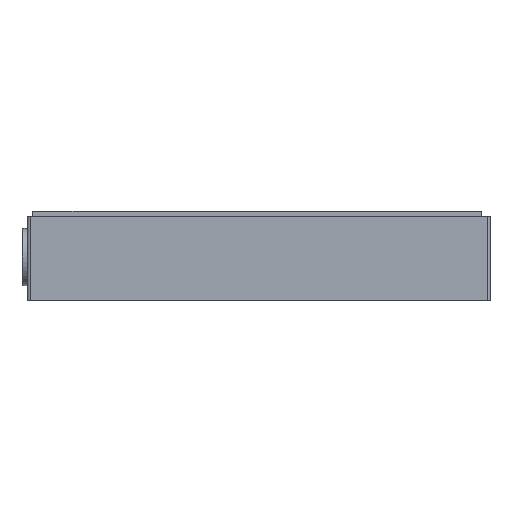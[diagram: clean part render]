
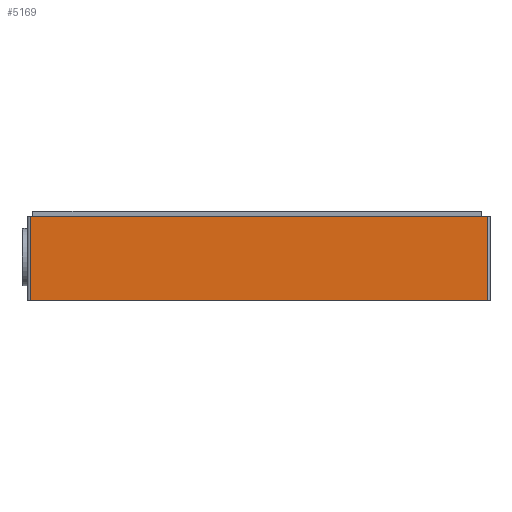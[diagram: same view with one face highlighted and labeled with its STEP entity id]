
A CAD part, front view. The second image highlights one B-rep face of the part: STEP entity #5169.
In plain terms, the highlighted planar face has unit normal (0, -1, 0).
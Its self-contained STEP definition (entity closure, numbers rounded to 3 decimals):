
#181 = VERTEX_POINT ( 'NONE', #4068 ) ;
#571 = LINE ( 'NONE', #4230, #7357 ) ;
#1287 = DIRECTION ( 'NONE',  ( -1., 0., 0. ) ) ;
#1704 = VECTOR ( 'NONE', #9193, 1000. ) ;
#2316 = VERTEX_POINT ( 'NONE', #11722 ) ;
#2870 = PLANE ( 'NONE',  #10202 ) ;
#3278 = DIRECTION ( 'NONE',  ( 1., 0., 0. ) ) ;
#3726 = VECTOR ( 'NONE', #3278, 1000. ) ;
#3767 = CARTESIAN_POINT ( 'NONE',  ( -41.5, -39.2, 1.4 ) ) ;
#3955 = VECTOR ( 'NONE', #10223, 1000. ) ;
#4068 = CARTESIAN_POINT ( 'NONE',  ( 42.2, -39.2, 1.4 ) ) ;
#4230 = CARTESIAN_POINT ( 'NONE',  ( -42., -39.2, -14. ) ) ;
#5026 = ORIENTED_EDGE ( 'NONE', *, *, #7508, .T. ) ;
#5079 = CARTESIAN_POINT ( 'NONE',  ( -42., -39.2, 1.4 ) ) ;
#5120 = VERTEX_POINT ( 'NONE', #3767 ) ;
#5154 = EDGE_LOOP ( 'NONE', ( #6853, #5026, #10344, #7788 ) ) ;
#5169 = ADVANCED_FACE ( 'NONE', ( #11072 ), #2870, .T. ) ;
#5348 = CARTESIAN_POINT ( 'NONE',  ( -41.5, -39.2, -12. ) ) ;
#5556 = EDGE_CURVE ( 'NONE', #2316, #11115, #571, .T. ) ;
#6483 = LINE ( 'NONE', #5348, #1704 ) ;
#6520 = CARTESIAN_POINT ( 'NONE',  ( -42., -39.2, -12. ) ) ;
#6640 = DIRECTION ( 'NONE',  ( 0., -1., 0. ) ) ;
#6853 = ORIENTED_EDGE ( 'NONE', *, *, #9285, .F. ) ;
#7357 = VECTOR ( 'NONE', #1287, 1000. ) ;
#7508 = EDGE_CURVE ( 'NONE', #5120, #11115, #6483, .T. ) ;
#7788 = ORIENTED_EDGE ( 'NONE', *, *, #10604, .T. ) ;
#7802 = LINE ( 'NONE', #5079, #3726 ) ;
#8145 = LINE ( 'NONE', #9325, #3955 ) ;
#8519 = DIRECTION ( 'NONE',  ( -1., 0., 0. ) ) ;
#8602 = CARTESIAN_POINT ( 'NONE',  ( -41.5, -39.2, -14. ) ) ;
#9193 = DIRECTION ( 'NONE',  ( 0., 0., -1. ) ) ;
#9285 = EDGE_CURVE ( 'NONE', #5120, #181, #7802, .T. ) ;
#9325 = CARTESIAN_POINT ( 'NONE',  ( 42.2, -39.2, -12. ) ) ;
#10202 = AXIS2_PLACEMENT_3D ( 'NONE', #6520, #6640, #8519 ) ;
#10223 = DIRECTION ( 'NONE',  ( 0., 0., 1. ) ) ;
#10344 = ORIENTED_EDGE ( 'NONE', *, *, #5556, .F. ) ;
#10604 = EDGE_CURVE ( 'NONE', #2316, #181, #8145, .T. ) ;
#11072 = FACE_OUTER_BOUND ( 'NONE', #5154, .T. ) ;
#11115 = VERTEX_POINT ( 'NONE', #8602 ) ;
#11722 = CARTESIAN_POINT ( 'NONE',  ( 42.2, -39.2, -14. ) ) ;
